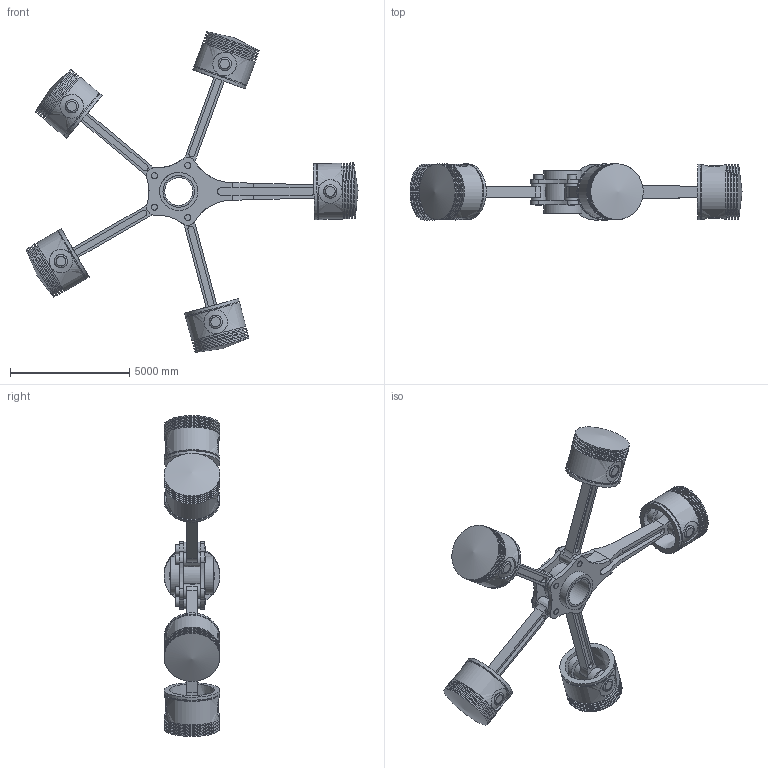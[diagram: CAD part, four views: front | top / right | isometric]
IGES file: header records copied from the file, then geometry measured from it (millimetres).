
Global section: file name: Radial Engine; native system: Autodesk Inventor 2020; preprocessor: unknown; author: bdean; date: 20200318.094043; units: inch
Bounding box: 13905.51 x 2336.8 x 13438.21 mm (x, y, z)
Volume: 27122696435 mm3; surface area: 407077075.8 mm2
Topology: 39 solids, 39 shells, 471 faces, 1151 edges, 862 vertices
Faces by surface type: bspline 471
